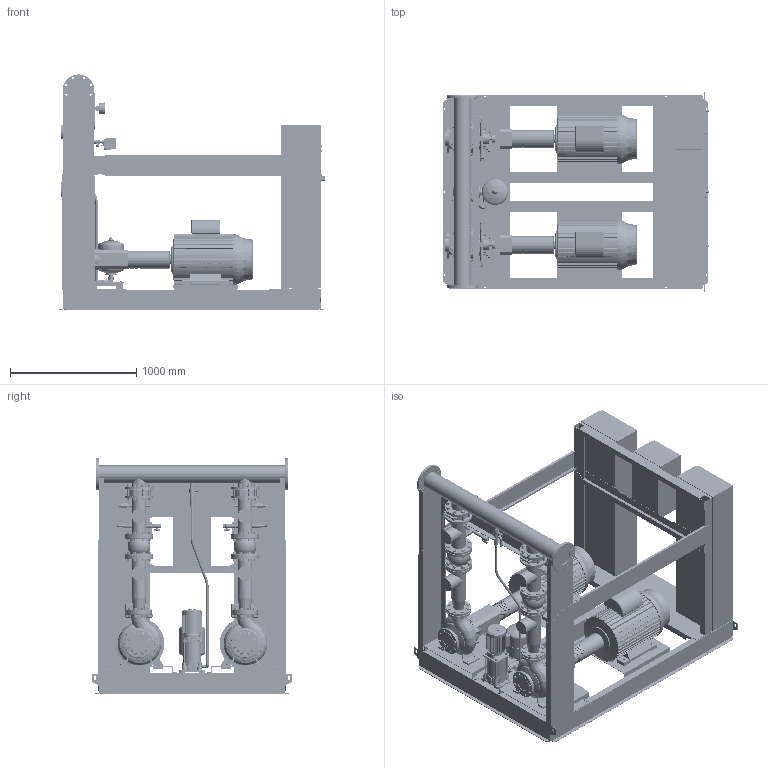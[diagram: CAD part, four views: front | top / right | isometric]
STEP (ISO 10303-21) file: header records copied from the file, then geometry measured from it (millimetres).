
FILE_DESCRIPTION((''),'2;1');
FILE_NAME('3d_Sifire-EN-80_200-192R-30_30_0.75EEJ-4183965.stp','2015-05-25T14:42:12',(''),(''),'Mechanical Desktop 2009','Mechanical Desktop 2009',', , ');
FILE_SCHEMA(('CONFIG_CONTROL_DESIGN'));
Length unit declared in the file: millimetre
Products named in the file (1): Product
Bounding box: 2105.5 x 1582 x 1860 mm (x, y, z)
Volume: 630079745 mm3; surface area: 39921435.7 mm2
Topology: 319 solids, 319 shells, 7344 faces, 17609 edges, 11065 vertices
Faces by surface type: plane 2524, bspline 2298, cylinder 1448, cone 880, torus 156, sphere 38
Entity records: 233906 total; most frequent: CARTESIAN_POINT 74843, ORIENTED_EDGE 35154, DIRECTION 30197, EDGE_CURVE 17577, VERTEX_POINT 11063, AXIS2_PLACEMENT_3D 10762, VECTOR 8673, LINE 8673
